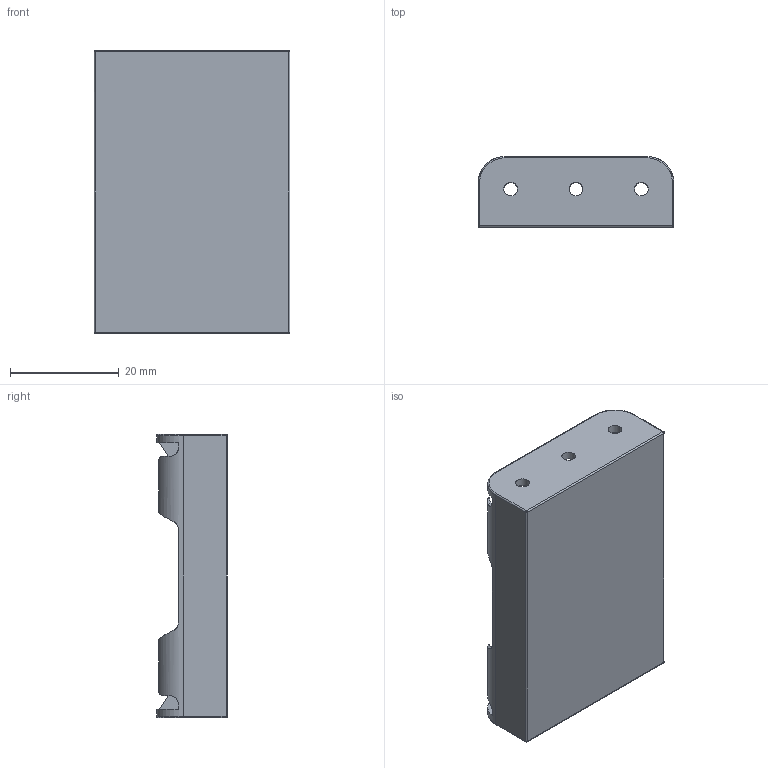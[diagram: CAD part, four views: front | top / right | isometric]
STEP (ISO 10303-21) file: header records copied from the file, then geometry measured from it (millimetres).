
FILE_DESCRIPTION((''),'2;1');
FILE_NAME('3x AAA battery holder.stp','2012-12-02T12:10:18',('Komp'),(''),'Autodesk Inventor 2012','Autodesk Inventor 2012','');
FILE_SCHEMA(('AUTOMOTIVE_DESIGN { 1 0 10303 214 1 1 1 1 }'));
Length unit declared in the file: millimetre
Products named in the file (1): 3x AAA battery holder
Bounding box: 36 x 13 x 52 mm (x, y, z)
Volume: 5182.6 mm3; surface area: 8198.8 mm2
Topology: 1 solids, 1 shells, 82 faces, 223 edges, 142 vertices
Faces by surface type: plane 38, cylinder 36, sphere 4, torus 4
Full cylindrical faces by diameter (mm): 2.5 x6
Entity records: 2732 total; most frequent: CARTESIAN_POINT 665, ORIENTED_EDGE 428, DIRECTION 412, EDGE_CURVE 214, AXIS2_PLACEMENT_3D 147, VERTEX_POINT 140, VECTOR 118, LINE 118
